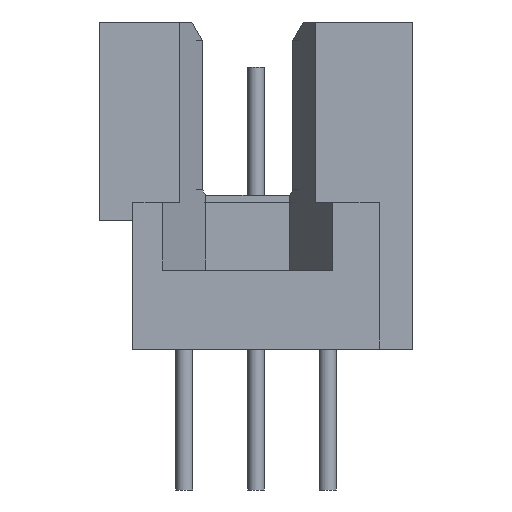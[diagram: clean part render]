
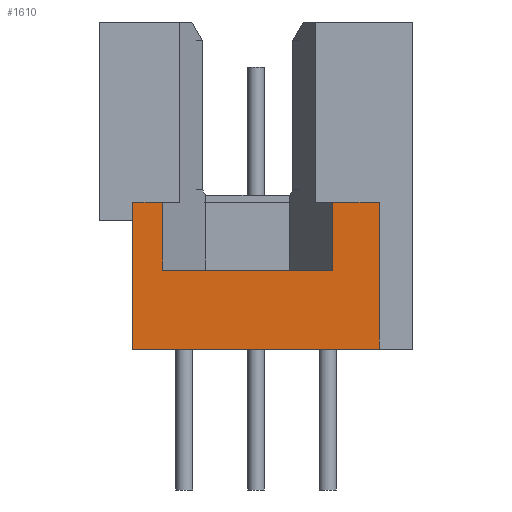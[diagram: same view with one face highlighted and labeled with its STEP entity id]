
A CAD part, front view. The second image highlights one B-rep face of the part: STEP entity #1610.
In plain terms, the highlighted planar face has unit normal (0, -1, 0).
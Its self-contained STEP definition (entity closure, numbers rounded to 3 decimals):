
#150=FACE_OUTER_BOUND('',#261,.T.);
#261=EDGE_LOOP('',(#1280,#1281,#1282,#1283,#1284,#1285,#1286,#1287));
#452=LINE('',#2523,#634);
#457=LINE('',#2534,#639);
#460=LINE('',#2539,#642);
#464=LINE('',#2546,#646);
#466=LINE('',#2550,#648);
#467=LINE('',#2552,#649);
#468=LINE('',#2554,#650);
#469=LINE('',#2555,#651);
#634=VECTOR('',#2032,5.2);
#639=VECTOR('',#2039,2.4);
#642=VECTOR('',#2044,1.66);
#646=VECTOR('',#2052,8.75);
#648=VECTOR('',#2056,6.03);
#649=VECTOR('',#2057,2.4);
#650=VECTOR('',#2058,1.06);
#651=VECTOR('',#2059,5.2);
#781=VERTEX_POINT('',#2519);
#783=VERTEX_POINT('',#2522);
#787=VERTEX_POINT('',#2531);
#788=VERTEX_POINT('',#2533);
#790=VERTEX_POINT('',#2545);
#791=VERTEX_POINT('',#2549);
#792=VERTEX_POINT('',#2551);
#793=VERTEX_POINT('',#2553);
#964=EDGE_CURVE('',#783,#781,#452,.T.);
#969=EDGE_CURVE('',#788,#787,#457,.T.);
#972=EDGE_CURVE('',#781,#788,#460,.T.);
#976=EDGE_CURVE('',#783,#790,#464,.T.);
#978=EDGE_CURVE('',#787,#791,#466,.T.);
#979=EDGE_CURVE('',#791,#792,#467,.T.);
#980=EDGE_CURVE('',#792,#793,#468,.T.);
#981=EDGE_CURVE('',#790,#793,#469,.T.);
#1280=ORIENTED_EDGE('',*,*,#978,.T.);
#1281=ORIENTED_EDGE('',*,*,#979,.T.);
#1282=ORIENTED_EDGE('',*,*,#980,.T.);
#1283=ORIENTED_EDGE('',*,*,#981,.F.);
#1284=ORIENTED_EDGE('',*,*,#976,.F.);
#1285=ORIENTED_EDGE('',*,*,#964,.T.);
#1286=ORIENTED_EDGE('',*,*,#972,.T.);
#1287=ORIENTED_EDGE('',*,*,#969,.T.);
#1516=PLANE('',#1734);
#1610=ADVANCED_FACE('',(#150),#1516,.T.);
#1734=AXIS2_PLACEMENT_3D('',#2548,#2054,#2055);
#2032=DIRECTION('',(0.,0.,1.));
#2039=DIRECTION('',(0.,0.,-1.));
#2044=DIRECTION('',(-1.,0.,0.));
#2052=DIRECTION('',(-1.,0.,0.));
#2054=DIRECTION('center_axis',(0.,-1.,0.));
#2055=DIRECTION('ref_axis',(1.,0.,0.));
#2056=DIRECTION('',(-1.,0.,0.));
#2057=DIRECTION('',(0.,0.,1.));
#2058=DIRECTION('',(-1.,0.,0.));
#2059=DIRECTION('',(0.,0.,1.));
#2519=CARTESIAN_POINT('',(6.915,-86.87,5.2));
#2522=CARTESIAN_POINT('',(6.915,-86.87,0.));
#2523=CARTESIAN_POINT('',(6.915,-86.87,0.));
#2531=CARTESIAN_POINT('',(5.255,-86.87,2.8));
#2533=CARTESIAN_POINT('',(5.255,-86.87,5.2));
#2534=CARTESIAN_POINT('',(5.255,-86.87,5.2));
#2539=CARTESIAN_POINT('',(6.915,-86.87,5.2));
#2545=CARTESIAN_POINT('',(-1.835,-86.87,0.));
#2546=CARTESIAN_POINT('',(6.915,-86.87,0.));
#2548=CARTESIAN_POINT('Origin',(2.54,-86.87,-0.58));
#2549=CARTESIAN_POINT('',(-0.775,-86.87,2.8));
#2550=CARTESIAN_POINT('',(5.255,-86.87,2.8));
#2551=CARTESIAN_POINT('',(-0.775,-86.87,5.2));
#2552=CARTESIAN_POINT('',(-0.775,-86.87,2.8));
#2553=CARTESIAN_POINT('',(-1.835,-86.87,5.2));
#2554=CARTESIAN_POINT('',(-0.775,-86.87,5.2));
#2555=CARTESIAN_POINT('',(-1.835,-86.87,0.));
